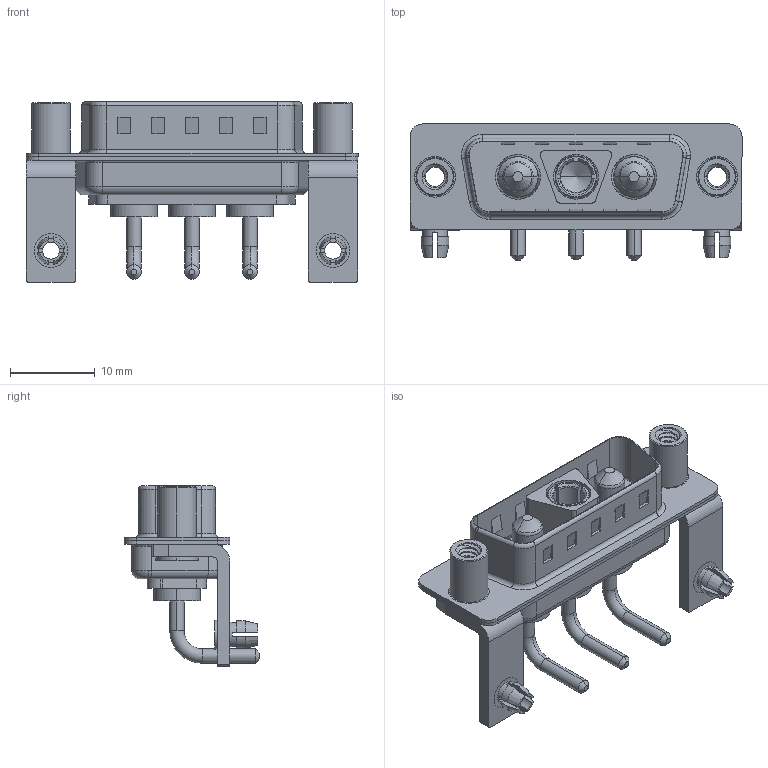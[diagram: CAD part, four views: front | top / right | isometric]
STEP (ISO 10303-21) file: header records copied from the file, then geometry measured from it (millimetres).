
FILE_DESCRIPTION (( 'STEP AP203' ), '1' );
FILE_NAME ('629-3WK3640-1N5.STEP', '2022-05-05T12:07:07', ( '' ), ( '' ), 'SwSTEP 2.0', 'SolidWorks 2020', '' );
FILE_SCHEMA (( 'CONFIG_CONTROL_DESIGN' ));
Length unit declared in the file: millimetre
Products named in the file (9): Power Pin_10A RA; 629Combo Stabilizer Bracket; 629Combo Board Lock; 629Combo Shell Rear_15 Contacts; Power Socket_10A RA; 629Combo Shell Front_15 Contacts; 629-3WK3640-1N5; 629Combo Housing_3WK3; 629Combo Threaded Standoff_5
Assembly tree (12 placements, depth 2):
  629-3WK3640-1N5
    629Combo Housing_3WK3
    629Combo Shell Rear_15 Contacts
    629Combo Shell Front_15 Contacts
    629Combo Stabilizer Bracket  x2
    629Combo Board Lock  x2
    629Combo Threaded Standoff_5  x2
    Power Socket_10A RA
    Power Pin_10A RA  x2
Bounding box: 39.2 x 16.05 x 21.3 mm (x, y, z)
Volume: 2612.9 mm3; surface area: 6335.1 mm2
Topology: 15 solids, 15 shells, 694 faces, 1758 edges, 1119 vertices
Faces by surface type: cylinder 297, plane 263, torus 64, cone 61, bspline 9
Entity records: 19147 total; most frequent: CARTESIAN_POINT 5011, DIRECTION 2834, ORIENTED_EDGE 2698, EDGE_CURVE 1349, AXIS2_PLACEMENT_3D 1069, VERTEX_POINT 860, VECTOR 696, LINE 696
